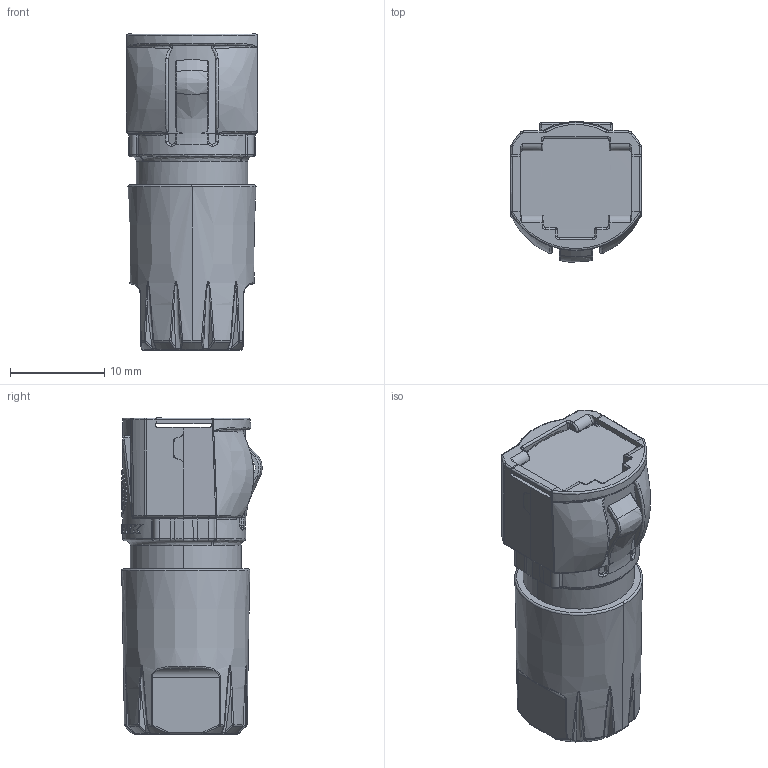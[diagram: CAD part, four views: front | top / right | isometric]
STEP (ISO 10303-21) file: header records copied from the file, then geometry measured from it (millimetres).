
FILE_DESCRIPTION((''),'2;1');
FILE_NAME('30012308','2025-02-27T07:31:24',('SYSTEM'),(''),'CREO PARAMETRIC BY PTC INC, 2023424','CREO PARAMETRIC BY PTC INC, 2023424','');
FILE_SCHEMA(('CONFIG_CONTROL_DESIGN'));
Products named in the file (1): 30012308
Bounding box: 13.95 x 14.93 x 33.5 mm (x, y, z)
Volume: 4582.2 mm3; surface area: 2006.9 mm2
Topology: 1 solids, 5 shells, 751 faces, 1855 edges, 1125 vertices
Faces by surface type: bspline 249, plane 185, cylinder 172, torus 85, cone 31, sphere 24, extrusion 3, revolution 2
Entity records: 36911 total; most frequent: CARTESIAN_POINT 21189, ORIENTED_EDGE 3710, DIRECTION 2731, EDGE_CURVE 1855, AXIS2_PLACEMENT_3D 1142, VERTEX_POINT 1125, B_SPLINE_CURVE_WITH_KNOTS 773, EDGE_LOOP 768
